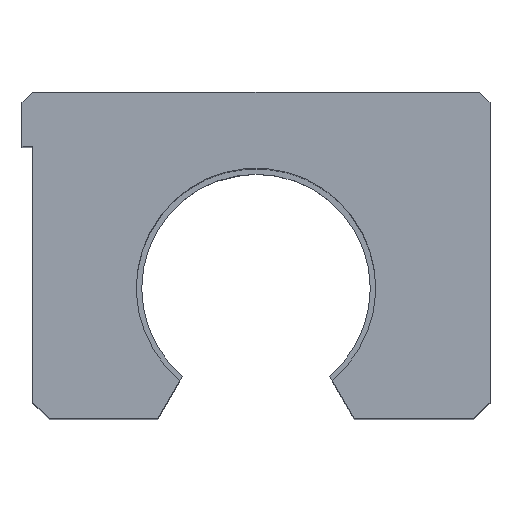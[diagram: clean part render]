
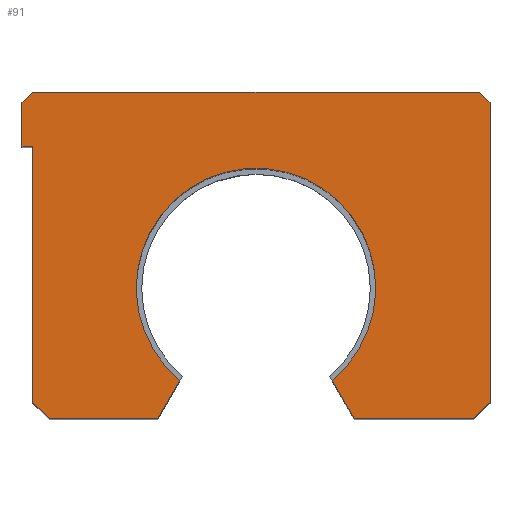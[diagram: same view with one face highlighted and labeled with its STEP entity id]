
A CAD part, top view. The second image highlights one B-rep face of the part: STEP entity #91.
In plain terms, the highlighted planar face has unit normal (0, 0, 1).
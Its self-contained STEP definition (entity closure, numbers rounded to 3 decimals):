
#91 = ADVANCED_FACE( '', ( #216 ), #217, .T. );
#216 = FACE_OUTER_BOUND( '', #390, .T. );
#217 = PLANE( '', #391 );
#390 = EDGE_LOOP( '', ( #610, #611, #612, #613, #614, #615, #616, #617, #618, #619, #620, #621, #622, #623 ) );
#391 = AXIS2_PLACEMENT_3D( '', #624, #625, #626 );
#610 = ORIENTED_EDGE( '', *, *, #932, .T. );
#611 = ORIENTED_EDGE( '', *, *, #979, .F. );
#612 = ORIENTED_EDGE( '', *, *, #980, .T. );
#613 = ORIENTED_EDGE( '', *, *, #981, .T. );
#614 = ORIENTED_EDGE( '', *, *, #982, .T. );
#615 = ORIENTED_EDGE( '', *, *, #983, .T. );
#616 = ORIENTED_EDGE( '', *, *, #984, .T. );
#617 = ORIENTED_EDGE( '', *, *, #938, .T. );
#618 = ORIENTED_EDGE( '', *, *, #985, .T. );
#619 = ORIENTED_EDGE( '', *, *, #986, .T. );
#620 = ORIENTED_EDGE( '', *, *, #972, .T. );
#621 = ORIENTED_EDGE( '', *, *, #987, .T. );
#622 = ORIENTED_EDGE( '', *, *, #988, .T. );
#623 = ORIENTED_EDGE( '', *, *, #989, .F. );
#624 = CARTESIAN_POINT( '', ( 0., 0., 76. ) );
#625 = DIRECTION( '', ( 0., 0., 1. ) );
#626 = DIRECTION( '', ( 1., 0., 0. ) );
#932 = EDGE_CURVE( '', #1092, #1090, #1093, .T. );
#938 = EDGE_CURVE( '', #1103, #1101, #1104, .T. );
#972 = EDGE_CURVE( '', #1162, #1160, #1163, .T. );
#979 = EDGE_CURVE( '', #1173, #1090, #1174, .T. );
#980 = EDGE_CURVE( '', #1173, #1175, #1176, .T. );
#981 = EDGE_CURVE( '', #1175, #1177, #1178, .T. );
#982 = EDGE_CURVE( '', #1177, #1179, #1180, .T. );
#983 = EDGE_CURVE( '', #1179, #1181, #1182, .T. );
#984 = EDGE_CURVE( '', #1181, #1103, #1183, .T. );
#985 = EDGE_CURVE( '', #1101, #1184, #1185, .T. );
#986 = EDGE_CURVE( '', #1184, #1162, #1186, .T. );
#987 = EDGE_CURVE( '', #1160, #1187, #1188, .T. );
#988 = EDGE_CURVE( '', #1187, #1189, #1190, .T. );
#989 = EDGE_CURVE( '', #1092, #1189, #1191, .T. );
#1090 = VERTEX_POINT( '', #1355 );
#1092 = VERTEX_POINT( '', #1358 );
#1093 = CIRCLE( '', #1359, 11. );
#1101 = VERTEX_POINT( '', #1426 );
#1103 = VERTEX_POINT( '', #1429 );
#1104 = LINE( '', #1430, #1431 );
#1160 = VERTEX_POINT( '', #1510 );
#1162 = VERTEX_POINT( '', #1513 );
#1163 = LINE( '', #1514, #1515 );
#1173 = VERTEX_POINT( '', #1529 );
#1174 = LINE( '', #1530, #1531 );
#1175 = VERTEX_POINT( '', #1532 );
#1176 = LINE( '', #1533, #1534 );
#1177 = VERTEX_POINT( '', #1535 );
#1178 = LINE( '', #1536, #1537 );
#1179 = VERTEX_POINT( '', #1538 );
#1180 = LINE( '', #1539, #1540 );
#1181 = VERTEX_POINT( '', #1541 );
#1182 = LINE( '', #1542, #1543 );
#1183 = LINE( '', #1544, #1545 );
#1184 = VERTEX_POINT( '', #1546 );
#1185 = LINE( '', #1547, #1548 );
#1186 = LINE( '', #1549, #1550 );
#1187 = VERTEX_POINT( '', #1551 );
#1188 = LINE( '', #1552, #1553 );
#1189 = VERTEX_POINT( '', #1554 );
#1190 = LINE( '', #1555, #1556 );
#1191 = LINE( '', #1557, #1558 );
#1355 = CARTESIAN_POINT( '', ( 7., 3.515, 76. ) );
#1358 = CARTESIAN_POINT( '', ( -7., 3.515, 76. ) );
#1359 = AXIS2_PLACEMENT_3D( '', #1787, #1788, #1789 );
#1426 = CARTESIAN_POINT( '', ( -21.5, 29., 76. ) );
#1429 = CARTESIAN_POINT( '', ( -20.5, 30., 76. ) );
#1430 = CARTESIAN_POINT( '', ( -20.5, 30., 76. ) );
#1431 = VECTOR( '', #1793, 1000. );
#1510 = CARTESIAN_POINT( '', ( -20.5, 1.5, 76. ) );
#1513 = CARTESIAN_POINT( '', ( -20.5, 25., 76. ) );
#1514 = CARTESIAN_POINT( '', ( -20.5, 25., 76. ) );
#1515 = VECTOR( '', #1824, 1000. );
#1529 = CARTESIAN_POINT( '', ( 9.029, 0., 76. ) );
#1530 = CARTESIAN_POINT( '', ( 9.607, -1., 76. ) );
#1531 = VECTOR( '', #1832, 1000. );
#1532 = CARTESIAN_POINT( '', ( 20., 0., 76. ) );
#1533 = CARTESIAN_POINT( '', ( -19., 0., 76. ) );
#1534 = VECTOR( '', #1833, 1000. );
#1535 = CARTESIAN_POINT( '', ( 21.5, 1.5, 76. ) );
#1536 = CARTESIAN_POINT( '', ( 20., 0., 76. ) );
#1537 = VECTOR( '', #1834, 1000. );
#1538 = CARTESIAN_POINT( '', ( 21.5, 29., 76. ) );
#1539 = CARTESIAN_POINT( '', ( 21.5, 1.5, 76. ) );
#1540 = VECTOR( '', #1835, 1000. );
#1541 = CARTESIAN_POINT( '', ( 20.5, 30., 76. ) );
#1542 = CARTESIAN_POINT( '', ( 21.5, 29., 76. ) );
#1543 = VECTOR( '', #1836, 1000. );
#1544 = CARTESIAN_POINT( '', ( 20.5, 30., 76. ) );
#1545 = VECTOR( '', #1837, 1000. );
#1546 = CARTESIAN_POINT( '', ( -21.5, 25., 76. ) );
#1547 = CARTESIAN_POINT( '', ( -21.5, 29., 76. ) );
#1548 = VECTOR( '', #1838, 1000. );
#1549 = CARTESIAN_POINT( '', ( -21.5, 25., 76. ) );
#1550 = VECTOR( '', #1839, 1000. );
#1551 = CARTESIAN_POINT( '', ( -19., 0., 76. ) );
#1552 = CARTESIAN_POINT( '', ( -20.5, 1.5, 76. ) );
#1553 = VECTOR( '', #1840, 1000. );
#1554 = CARTESIAN_POINT( '', ( -9.029, 0., 76. ) );
#1555 = CARTESIAN_POINT( '', ( -19., 0., 76. ) );
#1556 = VECTOR( '', #1841, 1000. );
#1557 = CARTESIAN_POINT( '', ( 0., 15.639, 76. ) );
#1558 = VECTOR( '', #1842, 1000. );
#1787 = CARTESIAN_POINT( '', ( 0., 12., 76. ) );
#1788 = DIRECTION( '', ( 0., 0., -1. ) );
#1789 = DIRECTION( '', ( -1., 0., 0. ) );
#1793 = DIRECTION( '', ( -0.707, -0.707, 0. ) );
#1824 = DIRECTION( '', ( 0., -1., 0. ) );
#1832 = DIRECTION( '', ( -0.5, 0.866, 0. ) );
#1833 = DIRECTION( '', ( 1., 0., 0. ) );
#1834 = DIRECTION( '', ( 0.707, 0.707, 0. ) );
#1835 = DIRECTION( '', ( 0., 1., 0. ) );
#1836 = DIRECTION( '', ( -0.707, 0.707, 0. ) );
#1837 = DIRECTION( '', ( -1., 0., 0. ) );
#1838 = DIRECTION( '', ( 0., -1., 0. ) );
#1839 = DIRECTION( '', ( 1., 0., 0. ) );
#1840 = DIRECTION( '', ( 0.707, -0.707, 0. ) );
#1841 = DIRECTION( '', ( 1., 0., 0. ) );
#1842 = DIRECTION( '', ( -0.5, -0.866, 0. ) );
